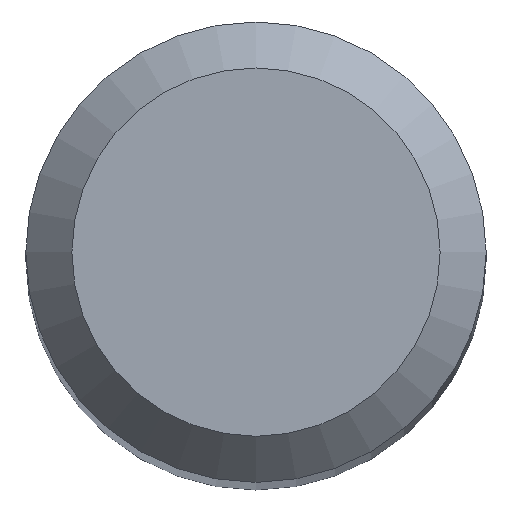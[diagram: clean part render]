
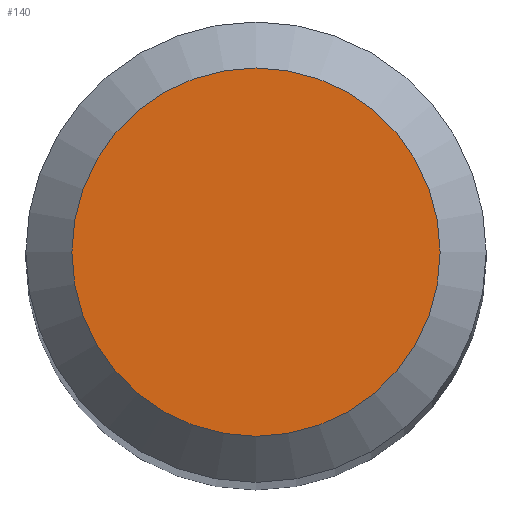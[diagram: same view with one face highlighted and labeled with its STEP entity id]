
A CAD part, top view. The second image highlights one B-rep face of the part: STEP entity #140.
In plain terms, the highlighted planar face has unit normal (0, 0, 1).
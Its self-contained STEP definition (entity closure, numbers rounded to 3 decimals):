
#11 = CARTESIAN_POINT ( 'NONE',  ( 0., 0., 50. ) ) ;
#13 = CARTESIAN_POINT ( 'NONE',  ( 0., 2., 50. ) ) ;
#31 = ORIENTED_EDGE ( 'NONE', *, *, #178, .F. ) ;
#45 = CARTESIAN_POINT ( 'NONE',  ( 0., 0., 50. ) ) ;
#49 = AXIS2_PLACEMENT_3D ( 'NONE', #45, #168, #179 ) ;
#70 = EDGE_LOOP ( 'NONE', ( #31 ) ) ;
#77 = CIRCLE ( 'NONE', #131, 2. ) ;
#102 = PLANE ( 'NONE',  #49 ) ;
#110 = DIRECTION ( 'NONE',  ( 0., 1., 0. ) ) ;
#125 = DIRECTION ( 'NONE',  ( 0., 0., -1. ) ) ;
#131 = AXIS2_PLACEMENT_3D ( 'NONE', #11, #125, #110 ) ;
#139 = VERTEX_POINT ( 'NONE', #13 ) ;
#140 = ADVANCED_FACE ( 'NONE', ( #193 ), #102, .F. ) ;
#168 = DIRECTION ( 'NONE',  ( 0., 0., -1. ) ) ;
#178 = EDGE_CURVE ( 'NONE', #139, #139, #77, .T. ) ;
#179 = DIRECTION ( 'NONE',  ( 0., 1., 0. ) ) ;
#193 = FACE_OUTER_BOUND ( 'NONE', #70, .T. ) ;
